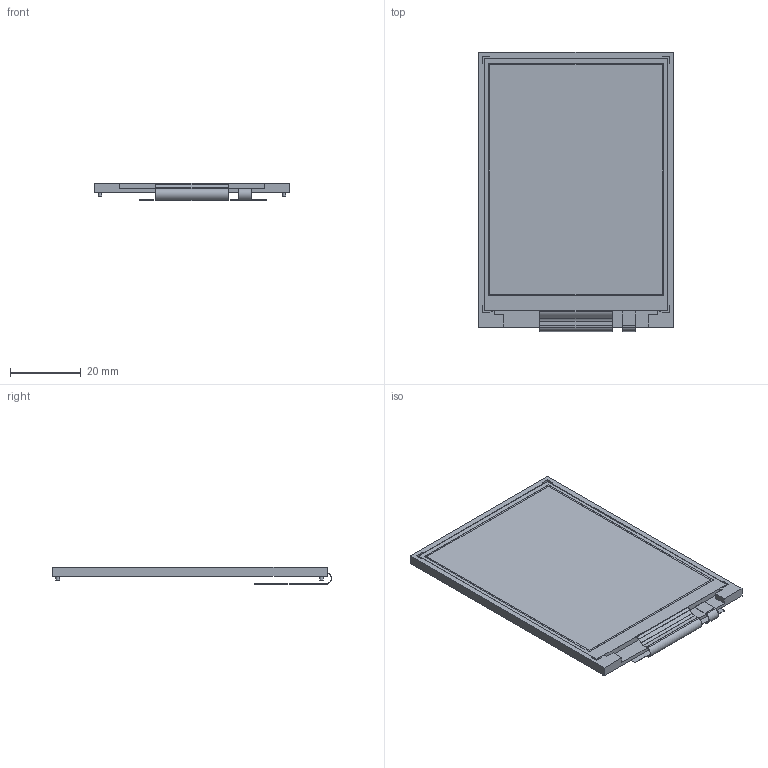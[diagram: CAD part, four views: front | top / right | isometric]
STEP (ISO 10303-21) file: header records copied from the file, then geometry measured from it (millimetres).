
FILE_DESCRIPTION(/* description */ (''),/* implementation_level */ '2;1');
FILE_NAME(/* name */ 'MDT0320ASHH-MULTI.step',/* time_stamp */ '2024-10-01T16:22:39+02:00',/* author */ (''),/* organization */ (''),/* preprocessor_version */ 'ST-DEVELOPER v20',/* originating_system */ 'Autodesk Translation Framework v13.14.0.145',/* authorisation */ '');
FILE_SCHEMA (('AUTOMOTIVE_DESIGN { 1 0 10303 214 3 1 1 }'));
Length unit declared in the file: millimetre
Products named in the file (1): MDT0320ASHH-MULTI
Bounding box: 55.04 x 78.85 x 5.05 mm (x, y, z)
Volume: 10696.7 mm3; surface area: 19955.9 mm2
Topology: 5 solids, 5 shells, 126 faces, 323 edges, 214 vertices
Faces by surface type: plane 100, cylinder 22, cone 4
Full cylindrical faces by diameter (mm): 1 x4
Entity records: 3883 total; most frequent: CARTESIAN_POINT 704, ORIENTED_EDGE 646, DIRECTION 617, EDGE_CURVE 323, LINE 267, VECTOR 267, VERTEX_POINT 214, AXIS2_PLACEMENT_3D 175
